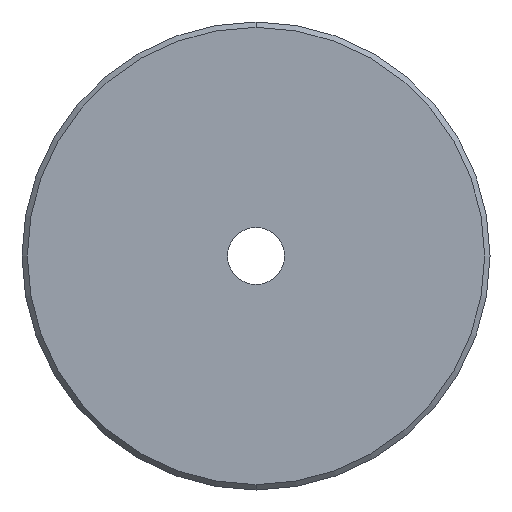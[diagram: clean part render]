
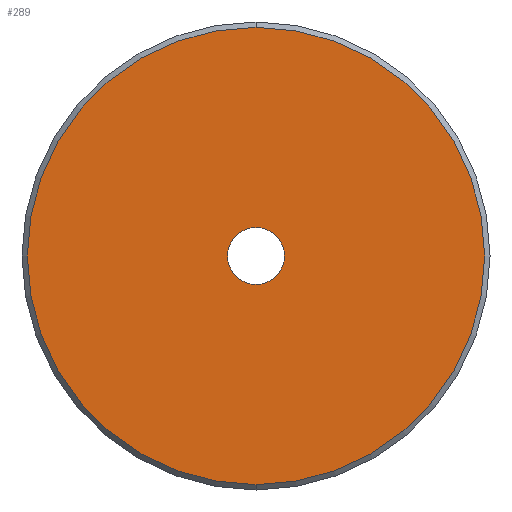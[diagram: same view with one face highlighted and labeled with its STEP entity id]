
A CAD part, front view. The second image highlights one B-rep face of the part: STEP entity #289.
In plain terms, the highlighted planar face has unit normal (0, -1, 0).
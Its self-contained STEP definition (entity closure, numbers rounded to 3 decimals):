
#41 = CARTESIAN_POINT ( 'NONE',  ( 0., 0., -1.6 ) ) ;
#91 = ORIENTED_EDGE ( 'NONE', *, *, #1091, .T. ) ;
#135 = AXIS2_PLACEMENT_3D ( 'NONE', #1154, #1241, #271 ) ;
#172 = VERTEX_POINT ( 'NONE', #500 ) ;
#174 = CIRCLE ( 'NONE', #1046, 12.85 ) ;
#195 = EDGE_CURVE ( 'NONE', #172, #242, #956, .T. ) ;
#240 = ORIENTED_EDGE ( 'NONE', *, *, #571, .T. ) ;
#242 = VERTEX_POINT ( 'NONE', #41 ) ;
#271 = DIRECTION ( 'NONE',  ( 0., 0., -1. ) ) ;
#289 = ADVANCED_FACE ( 'NONE', ( #416, #995 ), #614, .F. ) ;
#328 = AXIS2_PLACEMENT_3D ( 'NONE', #506, #1011, #1198 ) ;
#343 = ORIENTED_EDGE ( 'NONE', *, *, #865, .F. ) ;
#385 = VERTEX_POINT ( 'NONE', #1025 ) ;
#389 = CARTESIAN_POINT ( 'NONE',  ( 0., 0., 0. ) ) ;
#405 = AXIS2_PLACEMENT_3D ( 'NONE', #678, #788, #1071 ) ;
#416 = FACE_OUTER_BOUND ( 'NONE', #1227, .T. ) ;
#500 = CARTESIAN_POINT ( 'NONE',  ( 0., 0., 1.6 ) ) ;
#501 = VERTEX_POINT ( 'NONE', #1160 ) ;
#506 = CARTESIAN_POINT ( 'NONE',  ( 0., 0., 0. ) ) ;
#570 = CIRCLE ( 'NONE', #135, 1.6 ) ;
#571 = EDGE_CURVE ( 'NONE', #501, #385, #800, .T. ) ;
#614 = PLANE ( 'NONE',  #328 ) ;
#678 = CARTESIAN_POINT ( 'NONE',  ( 0., 0., 0. ) ) ;
#760 = DIRECTION ( 'NONE',  ( 0., -1., 0. ) ) ;
#784 = CARTESIAN_POINT ( 'NONE',  ( 0., 0., 0. ) ) ;
#788 = DIRECTION ( 'NONE',  ( 0., -1., 0. ) ) ;
#800 = CIRCLE ( 'NONE', #1192, 12.85 ) ;
#865 = EDGE_CURVE ( 'NONE', #242, #172, #570, .T. ) ;
#888 = DIRECTION ( 'NONE',  ( 0., 0., 1. ) ) ;
#904 = ORIENTED_EDGE ( 'NONE', *, *, #195, .F. ) ;
#915 = EDGE_LOOP ( 'NONE', ( #343, #904 ) ) ;
#956 = CIRCLE ( 'NONE', #405, 1.6 ) ;
#995 = FACE_BOUND ( 'NONE', #915, .T. ) ;
#1011 = DIRECTION ( 'NONE',  ( 0., 1., 0. ) ) ;
#1025 = CARTESIAN_POINT ( 'NONE',  ( 0., 0., -12.85 ) ) ;
#1046 = AXIS2_PLACEMENT_3D ( 'NONE', #784, #1077, #888 ) ;
#1071 = DIRECTION ( 'NONE',  ( 0., 0., -1. ) ) ;
#1077 = DIRECTION ( 'NONE',  ( 0., -1., 0. ) ) ;
#1091 = EDGE_CURVE ( 'NONE', #385, #501, #174, .T. ) ;
#1154 = CARTESIAN_POINT ( 'NONE',  ( 0., 0., 0. ) ) ;
#1155 = DIRECTION ( 'NONE',  ( 0., 0., 1. ) ) ;
#1160 = CARTESIAN_POINT ( 'NONE',  ( 0., 0., 12.85 ) ) ;
#1192 = AXIS2_PLACEMENT_3D ( 'NONE', #389, #760, #1155 ) ;
#1198 = DIRECTION ( 'NONE',  ( 0., 0., 1. ) ) ;
#1227 = EDGE_LOOP ( 'NONE', ( #240, #91 ) ) ;
#1241 = DIRECTION ( 'NONE',  ( 0., -1., 0. ) ) ;
